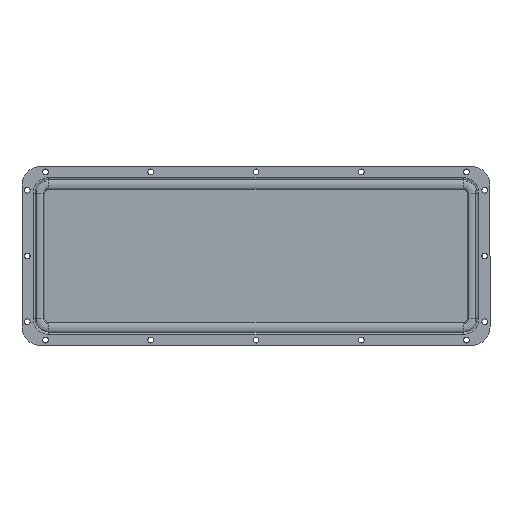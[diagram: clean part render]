
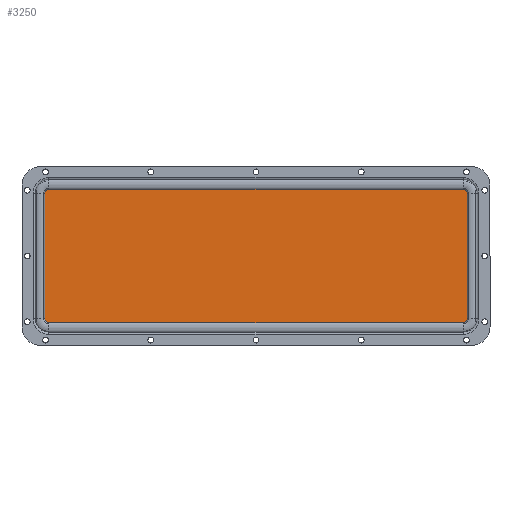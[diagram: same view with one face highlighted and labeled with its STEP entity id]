
A CAD part, top view. The second image highlights one B-rep face of the part: STEP entity #3250.
In plain terms, the highlighted planar face has unit normal (0, 0, 1).
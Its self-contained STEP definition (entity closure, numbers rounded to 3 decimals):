
#17 = DIRECTION ( 'NONE',  ( -1., 0., 0. ) ) ;
#36 = VERTEX_POINT ( 'NONE', #2058 ) ;
#89 = DIRECTION ( 'NONE',  ( 0., 0., -1. ) ) ;
#106 = FACE_OUTER_BOUND ( 'NONE', #2694, .T. ) ;
#152 = CARTESIAN_POINT ( 'NONE',  ( 207.492, -59.5, -1.7 ) ) ;
#156 = LINE ( 'NONE', #3128, #3795 ) ;
#175 = DIRECTION ( 'NONE',  ( -1., 0., 0. ) ) ;
#179 = AXIS2_PLACEMENT_3D ( 'NONE', #3748, #2525, #1018 ) ;
#195 = ORIENTED_EDGE ( 'NONE', *, *, #2491, .F. ) ;
#309 = AXIS2_PLACEMENT_3D ( 'NONE', #1920, #3062, #1586 ) ;
#324 = EDGE_CURVE ( 'NONE', #36, #3471, #2610, .T. ) ;
#364 = DIRECTION ( 'NONE',  ( -1., 0., 0. ) ) ;
#438 = ORIENTED_EDGE ( 'NONE', *, *, #443, .F. ) ;
#443 = EDGE_CURVE ( 'NONE', #756, #3771, #3247, .T. ) ;
#535 = CARTESIAN_POINT ( 'NONE',  ( 197., -69.992, -1.7 ) ) ;
#737 = VECTOR ( 'NONE', #175, 1000. ) ;
#756 = VERTEX_POINT ( 'NONE', #785 ) ;
#785 = CARTESIAN_POINT ( 'NONE',  ( 197., -69.992, -1.7 ) ) ;
#884 = ORIENTED_EDGE ( 'NONE', *, *, #1037, .F. ) ;
#1018 = DIRECTION ( 'NONE',  ( 0., 1., 0. ) ) ;
#1036 = AXIS2_PLACEMENT_3D ( 'NONE', #1938, #1338, #1643 ) ;
#1037 = EDGE_CURVE ( 'NONE', #2519, #3471, #1640, .T. ) ;
#1071 = ORIENTED_EDGE ( 'NONE', *, *, #3621, .F. ) ;
#1073 = DIRECTION ( 'NONE',  ( 0., -1., 0. ) ) ;
#1289 = DIRECTION ( 'NONE',  ( -1., 0., 0. ) ) ;
#1305 = PLANE ( 'NONE',  #179 ) ;
#1338 = DIRECTION ( 'NONE',  ( 0., 0., -1. ) ) ;
#1422 = ORIENTED_EDGE ( 'NONE', *, *, #3722, .F. ) ;
#1518 = ORIENTED_EDGE ( 'NONE', *, *, #2733, .F. ) ;
#1586 = DIRECTION ( 'NONE',  ( -1., 0., 0. ) ) ;
#1589 = CARTESIAN_POINT ( 'NONE',  ( -197., 59.5, -1.7 ) ) ;
#1640 = CIRCLE ( 'NONE', #3550, 10.492 ) ;
#1643 = DIRECTION ( 'NONE',  ( -1., 0., 0. ) ) ;
#1673 = CARTESIAN_POINT ( 'NONE',  ( -197., -69.992, -1.7 ) ) ;
#1728 = CARTESIAN_POINT ( 'NONE',  ( 207.492, 59.5, -1.7 ) ) ;
#1841 = CARTESIAN_POINT ( 'NONE',  ( 207.492, 59.5, -1.7 ) ) ;
#1920 = CARTESIAN_POINT ( 'NONE',  ( 197., 59.5, -1.7 ) ) ;
#1938 = CARTESIAN_POINT ( 'NONE',  ( 197., -59.5, -1.7 ) ) ;
#2014 = CIRCLE ( 'NONE', #309, 10.492 ) ;
#2058 = CARTESIAN_POINT ( 'NONE',  ( 197., 69.992, -1.7 ) ) ;
#2081 = VERTEX_POINT ( 'NONE', #152 ) ;
#2264 = VECTOR ( 'NONE', #1073, 1000. ) ;
#2291 = CARTESIAN_POINT ( 'NONE',  ( -207.492, -59.5, -1.7 ) ) ;
#2311 = CARTESIAN_POINT ( 'NONE',  ( -207.492, 59.5, -1.7 ) ) ;
#2441 = VERTEX_POINT ( 'NONE', #2291 ) ;
#2474 = CARTESIAN_POINT ( 'NONE',  ( -197., -59.5, -1.7 ) ) ;
#2491 = EDGE_CURVE ( 'NONE', #2441, #2519, #156, .T. ) ;
#2500 = CIRCLE ( 'NONE', #1036, 10.492 ) ;
#2519 = VERTEX_POINT ( 'NONE', #2311 ) ;
#2525 = DIRECTION ( 'NONE',  ( 0., 0., -1. ) ) ;
#2529 = DIRECTION ( 'NONE',  ( 0., 0., -1. ) ) ;
#2569 = DIRECTION ( 'NONE',  ( 0., 1., 0. ) ) ;
#2583 = LINE ( 'NONE', #1728, #2264 ) ;
#2591 = VERTEX_POINT ( 'NONE', #1841 ) ;
#2610 = LINE ( 'NONE', #3509, #737 ) ;
#2694 = EDGE_LOOP ( 'NONE', ( #2744, #884, #195, #1518, #438, #1422, #3733, #1071 ) ) ;
#2733 = EDGE_CURVE ( 'NONE', #3771, #2441, #3548, .T. ) ;
#2744 = ORIENTED_EDGE ( 'NONE', *, *, #324, .T. ) ;
#2951 = EDGE_CURVE ( 'NONE', #2591, #2081, #2583, .T. ) ;
#3030 = VECTOR ( 'NONE', #17, 1000. ) ;
#3062 = DIRECTION ( 'NONE',  ( 0., 0., -1. ) ) ;
#3128 = CARTESIAN_POINT ( 'NONE',  ( -207.492, -59.5, -1.7 ) ) ;
#3247 = LINE ( 'NONE', #535, #3030 ) ;
#3250 = ADVANCED_FACE ( 'NONE', ( #106 ), #1305, .F. ) ;
#3471 = VERTEX_POINT ( 'NONE', #3904 ) ;
#3509 = CARTESIAN_POINT ( 'NONE',  ( 197., 69.992, -1.7 ) ) ;
#3548 = CIRCLE ( 'NONE', #3807, 10.492 ) ;
#3550 = AXIS2_PLACEMENT_3D ( 'NONE', #1589, #89, #1289 ) ;
#3621 = EDGE_CURVE ( 'NONE', #36, #2591, #2014, .T. ) ;
#3722 = EDGE_CURVE ( 'NONE', #2081, #756, #2500, .T. ) ;
#3733 = ORIENTED_EDGE ( 'NONE', *, *, #2951, .F. ) ;
#3748 = CARTESIAN_POINT ( 'NONE',  ( 197., 69.992, -1.7 ) ) ;
#3771 = VERTEX_POINT ( 'NONE', #1673 ) ;
#3795 = VECTOR ( 'NONE', #2569, 1000. ) ;
#3807 = AXIS2_PLACEMENT_3D ( 'NONE', #2474, #2529, #364 ) ;
#3904 = CARTESIAN_POINT ( 'NONE',  ( -197., 69.992, -1.7 ) ) ;
